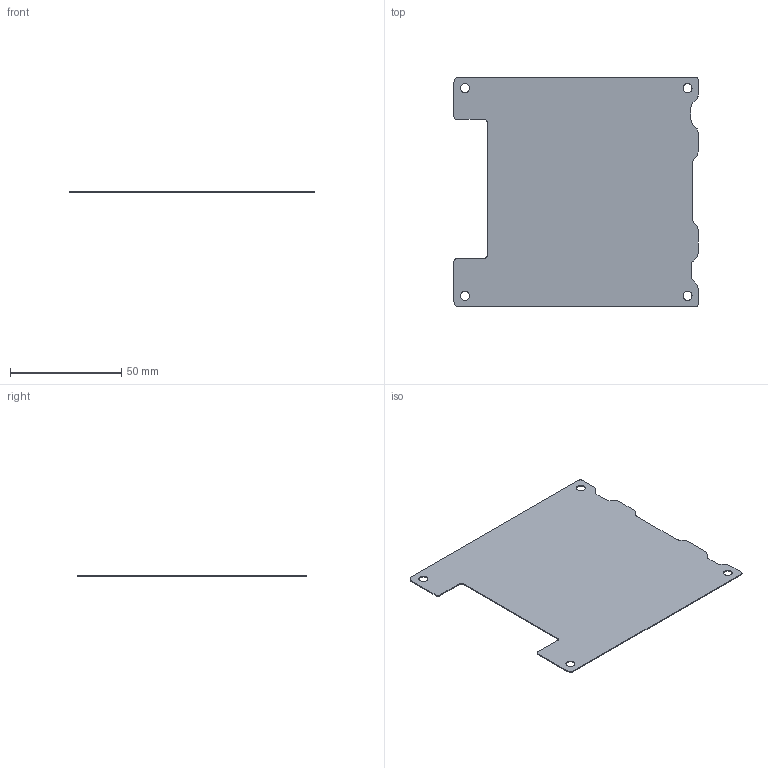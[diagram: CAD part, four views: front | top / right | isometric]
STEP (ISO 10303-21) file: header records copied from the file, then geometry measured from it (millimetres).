
FILE_DESCRIPTION(('Open CASCADE Model'),'2;1');
FILE_NAME('Open CASCADE Shape Model','2023-10-10T14:16:31',('Author'),( 'Open CASCADE'),'Open CASCADE STEP processor 7.5','Open CASCADE 7.5' ,'Unknown');
FILE_SCHEMA(('AUTOMOTIVE_DESIGN { 1 0 10303 214 1 1 1 1 }'));
Length unit declared in the file: millimetre
Products named in the file (3): PCB; Board; Open CASCADE STEP translator 7.5 2.1.1
Assembly tree (2 placements, depth 3):
  PCB
    Board
      Open CASCADE STEP translator 7.5 2.1.1
Bounding box: 109.6 x 103.25 x 0.41 mm (x, y, z)
Volume: 4194.7 mm3; surface area: 20596.9 mm2
Topology: 1 solids, 1 shells, 47 faces, 135 edges, 90 vertices
Faces by surface type: cylinder 25, plane 22
Full cylindrical faces by diameter (mm): 4.064 x4
Entity records: 1632 total; most frequent: DIRECTION 285, CARTESIAN_POINT 275, ORIENTED_EDGE 270, EDGE_CURVE 135, AXIS2_PLACEMENT_3D 100, VERTEX_POINT 90, LINE 85, VECTOR 85
